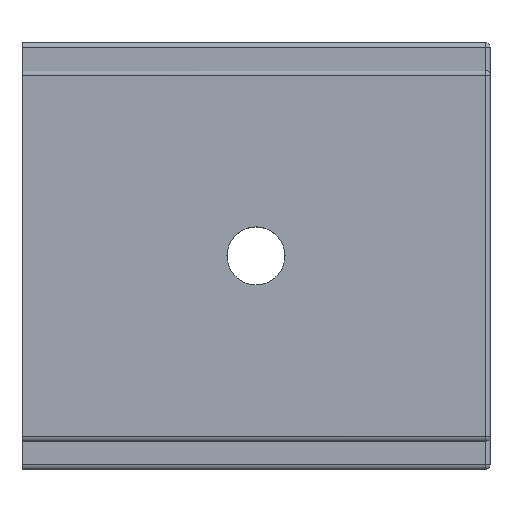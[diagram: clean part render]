
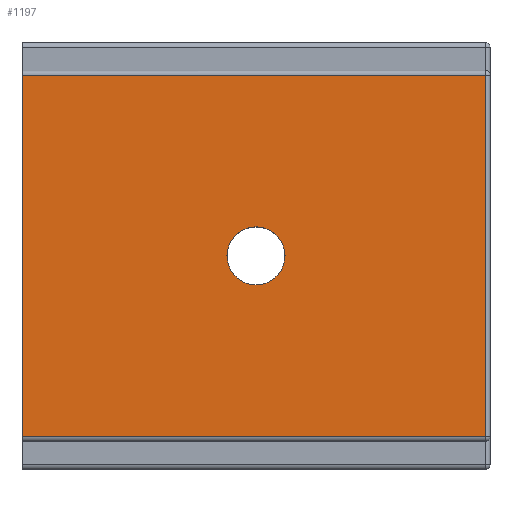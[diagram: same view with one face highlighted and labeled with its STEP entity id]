
A CAD part, top view. The second image highlights one B-rep face of the part: STEP entity #1197.
In plain terms, the highlighted planar face has unit normal (0, 0, 1).
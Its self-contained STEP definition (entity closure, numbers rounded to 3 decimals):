
#31 = VECTOR ( 'NONE', #526, 1000. ) ;
#54 = CARTESIAN_POINT ( 'NONE',  ( 0., -48.293, -42.957 ) ) ;
#73 = VERTEX_POINT ( 'NONE', #643 ) ;
#74 = EDGE_LOOP ( 'NONE', ( #1089, #944, #619, #264 ) ) ;
#122 = EDGE_LOOP ( 'NONE', ( #1068, #745 ) ) ;
#123 = DIRECTION ( 'NONE',  ( 0., 0., 1. ) ) ;
#128 = EDGE_CURVE ( 'NONE', #1238, #485, #219, .T. ) ;
#130 = AXIS2_PLACEMENT_3D ( 'NONE', #1046, #956, #1148 ) ;
#148 = CARTESIAN_POINT ( 'NONE',  ( -25., -25.875, -42.957 ) ) ;
#183 = CARTESIAN_POINT ( 'NONE',  ( -25., -25.193, -42.957 ) ) ;
#186 = DIRECTION ( 'NONE',  ( 0., 0., -1. ) ) ;
#195 = DIRECTION ( 'NONE',  ( 0., -1., 0. ) ) ;
#219 = LINE ( 'NONE', #229, #223 ) ;
#222 = CARTESIAN_POINT ( 'NONE',  ( 24.5, -25.875, -42.957 ) ) ;
#223 = VECTOR ( 'NONE', #1173, 1000. ) ;
#229 = CARTESIAN_POINT ( 'NONE',  ( -25., -64.511, -42.957 ) ) ;
#240 = EDGE_CURVE ( 'NONE', #968, #1166, #483, .T. ) ;
#264 = ORIENTED_EDGE ( 'NONE', *, *, #1026, .T. ) ;
#273 = FACE_BOUND ( 'NONE', #122, .T. ) ;
#299 = VECTOR ( 'NONE', #744, 1000. ) ;
#334 = CARTESIAN_POINT ( 'NONE',  ( 0., -42.093, -42.957 ) ) ;
#371 = CARTESIAN_POINT ( 'NONE',  ( -25., -64.511, -42.957 ) ) ;
#379 = EDGE_CURVE ( 'NONE', #73, #1238, #584, .T. ) ;
#466 = EDGE_CURVE ( 'NONE', #1166, #968, #865, .T. ) ;
#483 = CIRCLE ( 'NONE', #1156, 3.1 ) ;
#485 = VERTEX_POINT ( 'NONE', #635 ) ;
#495 = CARTESIAN_POINT ( 'NONE',  ( 24.5, -25.193, -42.957 ) ) ;
#526 = DIRECTION ( 'NONE',  ( -1., 0., 0. ) ) ;
#534 = CARTESIAN_POINT ( 'NONE',  ( 0., -45.193, -42.957 ) ) ;
#551 = DIRECTION ( 'NONE',  ( 0., -1., 0. ) ) ;
#584 = LINE ( 'NONE', #1002, #1198 ) ;
#599 = DIRECTION ( 'NONE',  ( 0., -1., 0. ) ) ;
#619 = ORIENTED_EDGE ( 'NONE', *, *, #1083, .T. ) ;
#635 = CARTESIAN_POINT ( 'NONE',  ( 24.5, -64.511, -42.957 ) ) ;
#643 = CARTESIAN_POINT ( 'NONE',  ( -25., -25.875, -42.957 ) ) ;
#670 = LINE ( 'NONE', #495, #299 ) ;
#744 = DIRECTION ( 'NONE',  ( 0., 1., 0. ) ) ;
#745 = ORIENTED_EDGE ( 'NONE', *, *, #466, .T. ) ;
#822 = VERTEX_POINT ( 'NONE', #222 ) ;
#865 = CIRCLE ( 'NONE', #130, 3.1 ) ;
#944 = ORIENTED_EDGE ( 'NONE', *, *, #128, .T. ) ;
#956 = DIRECTION ( 'NONE',  ( 0., 0., -1. ) ) ;
#968 = VERTEX_POINT ( 'NONE', #334 ) ;
#969 = FACE_OUTER_BOUND ( 'NONE', #74, .T. ) ;
#1002 = CARTESIAN_POINT ( 'NONE',  ( -25., -25.193, -42.957 ) ) ;
#1024 = LINE ( 'NONE', #148, #31 ) ;
#1026 = EDGE_CURVE ( 'NONE', #822, #73, #1024, .T. ) ;
#1038 = PLANE ( 'NONE',  #1078 ) ;
#1046 = CARTESIAN_POINT ( 'NONE',  ( 0., -45.193, -42.957 ) ) ;
#1068 = ORIENTED_EDGE ( 'NONE', *, *, #240, .T. ) ;
#1078 = AXIS2_PLACEMENT_3D ( 'NONE', #183, #123, #599 ) ;
#1083 = EDGE_CURVE ( 'NONE', #485, #822, #670, .T. ) ;
#1089 = ORIENTED_EDGE ( 'NONE', *, *, #379, .T. ) ;
#1148 = DIRECTION ( 'NONE',  ( 0., -1., 0. ) ) ;
#1156 = AXIS2_PLACEMENT_3D ( 'NONE', #534, #186, #551 ) ;
#1166 = VERTEX_POINT ( 'NONE', #54 ) ;
#1173 = DIRECTION ( 'NONE',  ( 1., 0., 0. ) ) ;
#1197 = ADVANCED_FACE ( 'NONE', ( #273, #969 ), #1038, .T. ) ;
#1198 = VECTOR ( 'NONE', #195, 1000. ) ;
#1238 = VERTEX_POINT ( 'NONE', #371 ) ;
